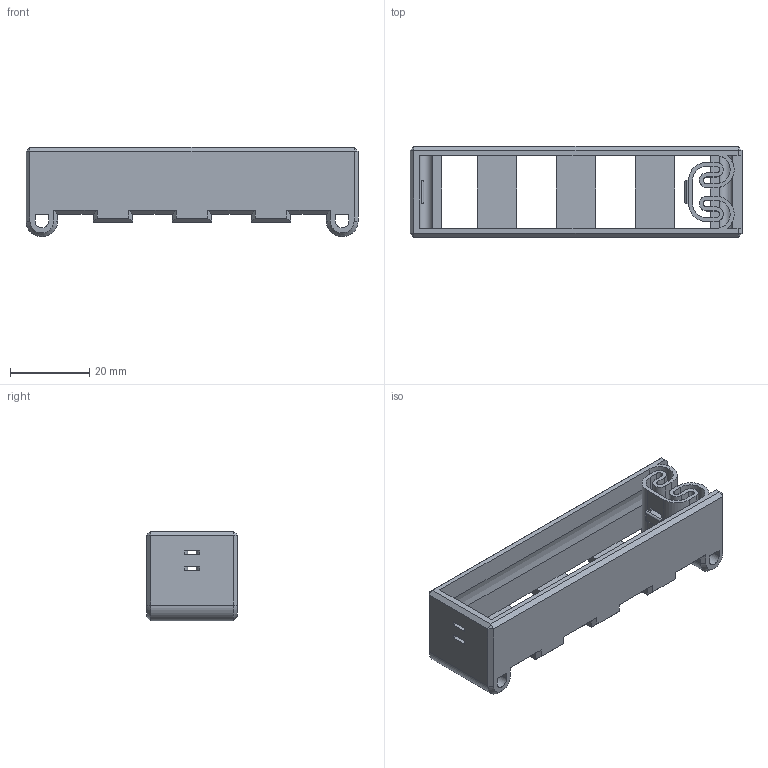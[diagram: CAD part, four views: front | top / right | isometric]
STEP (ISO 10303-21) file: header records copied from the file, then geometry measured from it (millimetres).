
FILE_DESCRIPTION(/* description */ (''),/* implementation_level */ '2;1');
FILE_NAME(/* name */ 'porta_pila_reforzado v1.step',/* time_stamp */ '2019-12-07T11:39:26-06:00',/* author */ (''),/* organization */ (''),/* preprocessor_version */ 'ST-DEVELOPER v18',/* originating_system */ 'Autodesk Translation Framework v8.12.0.6',/* authorisation */ '');
FILE_SCHEMA (('AUTOMOTIVE_DESIGN { 1 0 10303 214 3 1 1 }'));
Length unit declared in the file: millimetre
Products named in the file (1): porta_pilas_reforzado_resorte_corto
Bounding box: 84 x 23 x 22.7 mm (x, y, z)
Volume: 10803.8 mm3; surface area: 12241.1 mm2
Topology: 1 solids, 1 shells, 161 faces, 439 edges, 264 vertices
Faces by surface type: plane 127, cylinder 30, cone 4
Entity records: 5006 total; most frequent: ORIENTED_EDGE 878, CARTESIAN_POINT 865, DIRECTION 819, EDGE_CURVE 439, LINE 383, VECTOR 383, VERTEX_POINT 264, AXIS2_PLACEMENT_3D 218
